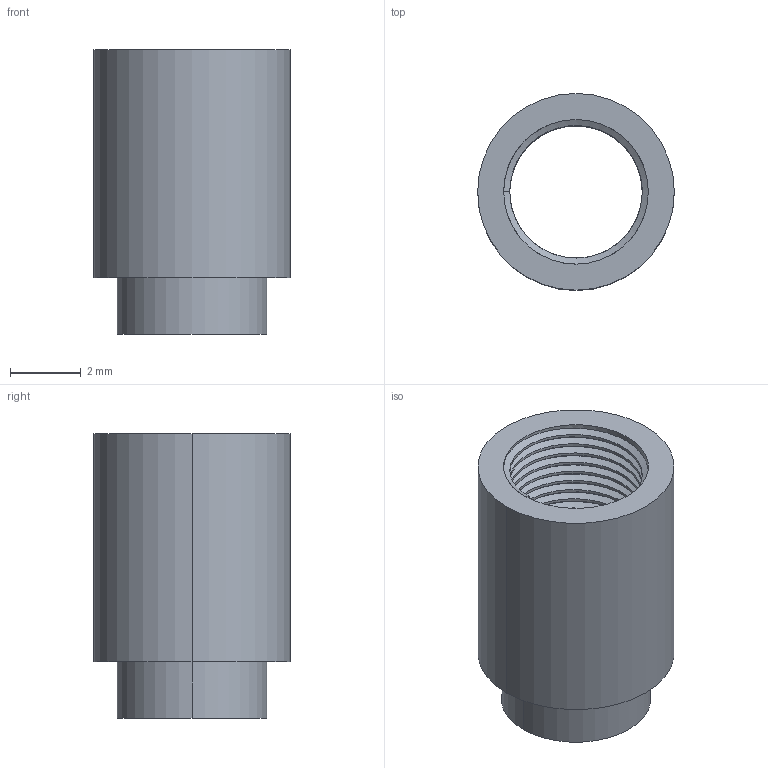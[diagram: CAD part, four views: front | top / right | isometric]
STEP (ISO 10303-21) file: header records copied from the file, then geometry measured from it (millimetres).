
FILE_DESCRIPTION (( 'STEP AP214' ), '1' );
FILE_NAME ('Solderable Standoff Nuts.STEP', '2022-04-27T07:32:56', ( '' ), ( '' ), 'SwSTEP 2.0', 'SolidWorks 2019', '' );
FILE_SCHEMA (( 'AUTOMOTIVE_DESIGN' ));
Length unit declared in the file: millimetre
Products named in the file (1): Solderable Standoff Nuts
Bounding box: 5.56 x 5.56 x 8.05 mm (x, y, z)
Volume: 82.2 mm3; surface area: 313 mm2
Topology: 1 solids, 1 shells, 61 faces, 171 edges, 113 vertices
Faces by surface type: cylinder 53, plane 5, bspline 3
Entity records: 4508 total; most frequent: CARTESIAN_POINT 3201, ORIENTED_EDGE 342, DIRECTION 197, EDGE_CURVE 171, VERTEX_POINT 113, AXIS2_PLACEMENT_3D 71, EDGE_LOOP 64, FACE_OUTER_BOUND 61
